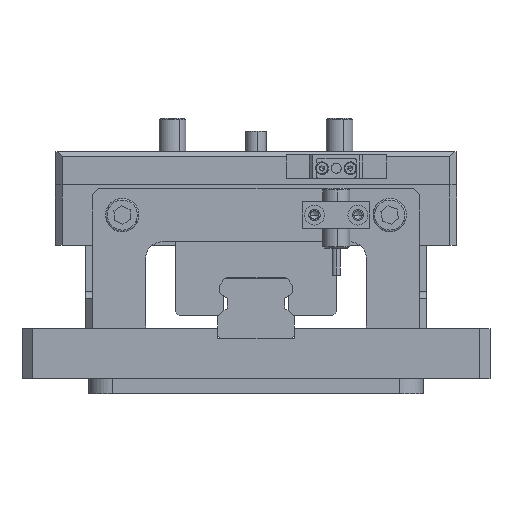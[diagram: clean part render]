
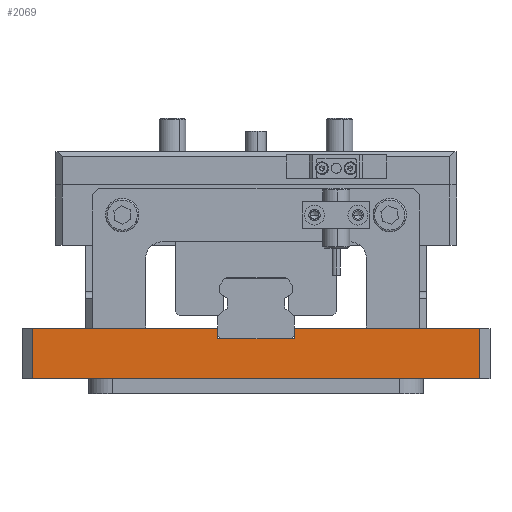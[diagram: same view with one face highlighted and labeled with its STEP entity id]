
A CAD part, left-side view. The second image highlights one B-rep face of the part: STEP entity #2069.
In plain terms, the highlighted planar face has unit normal (-1, 0, 0).
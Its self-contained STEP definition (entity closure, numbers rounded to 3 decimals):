
#964 = ORIENTED_EDGE ( 'NONE', *, *, #23357, .T. ) ;
#1054 = LINE ( 'NONE', #2385, #35819 ) ;
#1210 = VERTEX_POINT ( 'NONE', #13581 ) ;
#1735 = ORIENTED_EDGE ( 'NONE', *, *, #34713, .T. ) ;
#2069 = ADVANCED_FACE ( 'NONE', ( #10497 ), #2585, .F. ) ;
#2385 = CARTESIAN_POINT ( 'NONE',  ( -76.86, -58.874, 136.5 ) ) ;
#2455 = DIRECTION ( 'NONE',  ( 0., -1., 0. ) ) ;
#2585 = PLANE ( 'NONE',  #28223 ) ;
#5379 = VECTOR ( 'NONE', #10556, 1000. ) ;
#5979 = CARTESIAN_POINT ( 'NONE',  ( -76.86, -58.874, 136.5 ) ) ;
#5985 = CARTESIAN_POINT ( 'NONE',  ( -76.86, 78.126, 121.5 ) ) ;
#6118 = EDGE_CURVE ( 'NONE', #17890, #18801, #29799, .T. ) ;
#6286 = DIRECTION ( 'NONE',  ( 0., 0., 1. ) ) ;
#7942 = DIRECTION ( 'NONE',  ( 0., 0., -1. ) ) ;
#9524 = EDGE_CURVE ( 'NONE', #1210, #32958, #28599, .T. ) ;
#9527 = CARTESIAN_POINT ( 'NONE',  ( -76.86, -58.874, 121.5 ) ) ;
#10309 = VERTEX_POINT ( 'NONE', #20105 ) ;
#10497 = FACE_OUTER_BOUND ( 'NONE', #21811, .T. ) ;
#10556 = DIRECTION ( 'NONE',  ( 0., -1., 0. ) ) ;
#12540 = CARTESIAN_POINT ( 'NONE',  ( -76.86, 19.626, 133.5 ) ) ;
#12600 = DIRECTION ( 'NONE',  ( 1., 0., 0. ) ) ;
#12640 = DIRECTION ( 'NONE',  ( 0., -1., 0. ) ) ;
#13581 = CARTESIAN_POINT ( 'NONE',  ( -76.86, -3.374, 136.5 ) ) ;
#16429 = CARTESIAN_POINT ( 'NONE',  ( -76.86, 78.126, 136.5 ) ) ;
#17790 = VERTEX_POINT ( 'NONE', #12540 ) ;
#17799 = VECTOR ( 'NONE', #40599, 1000. ) ;
#17890 = VERTEX_POINT ( 'NONE', #19993 ) ;
#18801 = VERTEX_POINT ( 'NONE', #30101 ) ;
#18838 = LINE ( 'NONE', #30730, #17799 ) ;
#19993 = CARTESIAN_POINT ( 'NONE',  ( -76.86, 75.126, 136.5 ) ) ;
#20105 = CARTESIAN_POINT ( 'NONE',  ( -76.86, -3.374, 133.5 ) ) ;
#20273 = ORIENTED_EDGE ( 'NONE', *, *, #20569, .F. ) ;
#20569 = EDGE_CURVE ( 'NONE', #17890, #42679, #43035, .T. ) ;
#21811 = EDGE_LOOP ( 'NONE', ( #1735, #31904, #23264, #35252, #39661, #964, #20273, #32130 ) ) ;
#22499 = VECTOR ( 'NONE', #2455, 1000. ) ;
#22625 = CARTESIAN_POINT ( 'NONE',  ( -76.86, 19.626, 136.5 ) ) ;
#22958 = VECTOR ( 'NONE', #7942, 1000. ) ;
#23264 = ORIENTED_EDGE ( 'NONE', *, *, #9524, .F. ) ;
#23357 = EDGE_CURVE ( 'NONE', #17790, #42679, #25527, .T. ) ;
#25527 = LINE ( 'NONE', #26430, #41307 ) ;
#26430 = CARTESIAN_POINT ( 'NONE',  ( -76.86, 19.626, 136.5 ) ) ;
#26806 = EDGE_CURVE ( 'NONE', #31854, #32958, #1054, .T. ) ;
#28223 = AXIS2_PLACEMENT_3D ( 'NONE', #42620, #12600, #32319 ) ;
#28599 = LINE ( 'NONE', #30700, #5379 ) ;
#29304 = DIRECTION ( 'NONE',  ( 0., 0., 1. ) ) ;
#29799 = LINE ( 'NONE', #41504, #22958 ) ;
#30101 = CARTESIAN_POINT ( 'NONE',  ( -76.86, 75.126, 121.5 ) ) ;
#30400 = LINE ( 'NONE', #5985, #22499 ) ;
#30700 = CARTESIAN_POINT ( 'NONE',  ( -76.86, 78.126, 136.5 ) ) ;
#30730 = CARTESIAN_POINT ( 'NONE',  ( -76.86, 78.126, 133.5 ) ) ;
#30881 = DIRECTION ( 'NONE',  ( 0., 0., -1. ) ) ;
#31854 = VERTEX_POINT ( 'NONE', #9527 ) ;
#31904 = ORIENTED_EDGE ( 'NONE', *, *, #26806, .T. ) ;
#32130 = ORIENTED_EDGE ( 'NONE', *, *, #6118, .T. ) ;
#32319 = DIRECTION ( 'NONE',  ( 0., -1., 0. ) ) ;
#32958 = VERTEX_POINT ( 'NONE', #5979 ) ;
#33848 = CARTESIAN_POINT ( 'NONE',  ( -76.86, -3.374, 136.5 ) ) ;
#34085 = VECTOR ( 'NONE', #12640, 1000. ) ;
#34668 = VECTOR ( 'NONE', #30881, 1000. ) ;
#34713 = EDGE_CURVE ( 'NONE', #18801, #31854, #30400, .T. ) ;
#35252 = ORIENTED_EDGE ( 'NONE', *, *, #40189, .T. ) ;
#35819 = VECTOR ( 'NONE', #29304, 1000. ) ;
#37250 = LINE ( 'NONE', #33848, #34668 ) ;
#39661 = ORIENTED_EDGE ( 'NONE', *, *, #40073, .F. ) ;
#40073 = EDGE_CURVE ( 'NONE', #17790, #10309, #18838, .T. ) ;
#40189 = EDGE_CURVE ( 'NONE', #1210, #10309, #37250, .T. ) ;
#40599 = DIRECTION ( 'NONE',  ( 0., -1., 0. ) ) ;
#41307 = VECTOR ( 'NONE', #6286, 1000. ) ;
#41504 = CARTESIAN_POINT ( 'NONE',  ( -76.86, 75.126, 136.5 ) ) ;
#42620 = CARTESIAN_POINT ( 'NONE',  ( -76.86, 78.126, 136.5 ) ) ;
#42679 = VERTEX_POINT ( 'NONE', #22625 ) ;
#43035 = LINE ( 'NONE', #16429, #34085 ) ;
